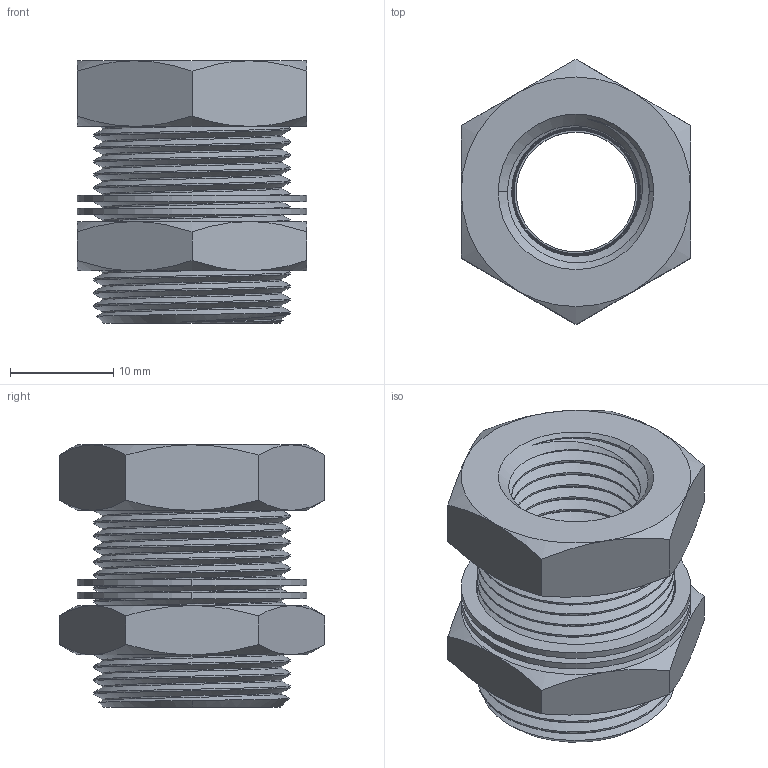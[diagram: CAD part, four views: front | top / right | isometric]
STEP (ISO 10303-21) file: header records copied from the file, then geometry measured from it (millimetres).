
FILE_DESCRIPTION (( 'STEP AP203' ), '1' );
FILE_NAME ('5483T93_Miniature Nickel-Plated Brass Pipe Fitting.STEP', '2021-09-10T04:38:14', ( 'Administrator' ), ( 'Managed by Terraform' ), 'SwSTEP 2.0', 'SolidWorks 2017', '' );
FILE_SCHEMA (( 'CONFIG_CONTROL_DESIGN' ));
Length unit declared in the file: inch
Products named in the file (1): 5483T93_Miniature Nickel-Plated Brass Pipe Fitting
Bounding box: 22.23 x 25.66 x 25.4 mm (x, y, z)
Volume: 5193.8 mm3; surface area: 6094.1 mm2
Topology: 4 solids, 4 shells, 151 faces, 395 edges, 255 vertices
Faces by surface type: cone 68, cylinder 48, plane 23, bspline 12
Entity records: 11143 total; most frequent: CARTESIAN_POINT 8790, ORIENTED_EDGE 790, EDGE_CURVE 395, VERTEX_POINT 255, EDGE_LOOP 162, B_SPLINE_CURVE_WITH_KNOTS 153, FACE_OUTER_BOUND 151, ADVANCED_FACE 151
